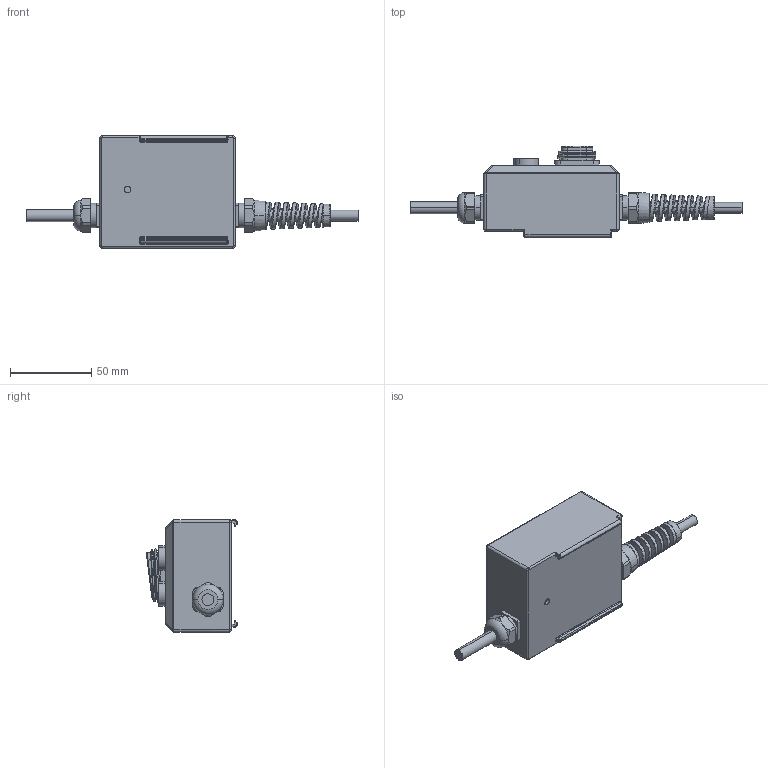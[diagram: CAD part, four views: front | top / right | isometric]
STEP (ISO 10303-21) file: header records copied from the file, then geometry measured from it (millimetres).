
FILE_DESCRIPTION (( 'STEP AP203' ), '1' );
FILE_NAME ('Netztrennschalter.STEP', '2013-06-28T07:34:09', ( 'admin' ), ( 'Hewlett-Packard Company' ), 'SwSTEP 2.0', 'SolidWorks 2012', '' );
FILE_SCHEMA (( 'CONFIG_CONTROL_DESIGN' ));
Length unit declared in the file: millimetre
Products named in the file (1): Netztrennschalter
Bounding box: 203.9 x 55.99 x 69 mm (x, y, z)
Volume: 252421 mm3; surface area: 34606 mm2
Topology: 1 solids, 3 shells, 481 faces, 1134 edges, 682 vertices
Faces by surface type: cylinder 168, plane 157, bspline 78, torus 50, cone 28
Entity records: 25256 total; most frequent: CARTESIAN_POINT 14622, ORIENTED_EDGE 2264, DIRECTION 2128, EDGE_CURVE 1132, AXIS2_PLACEMENT_3D 812, VERTEX_POINT 682, EDGE_LOOP 512, LINE 504
